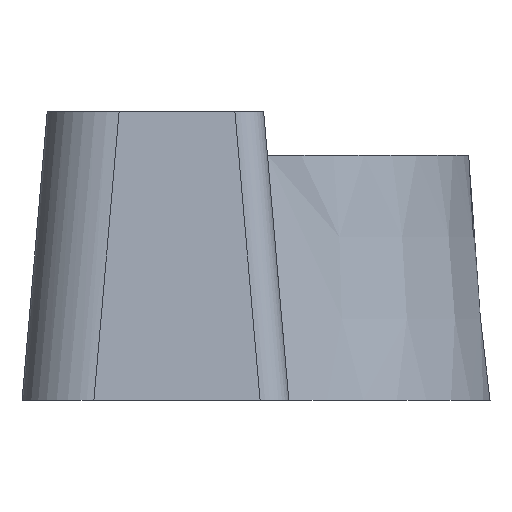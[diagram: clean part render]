
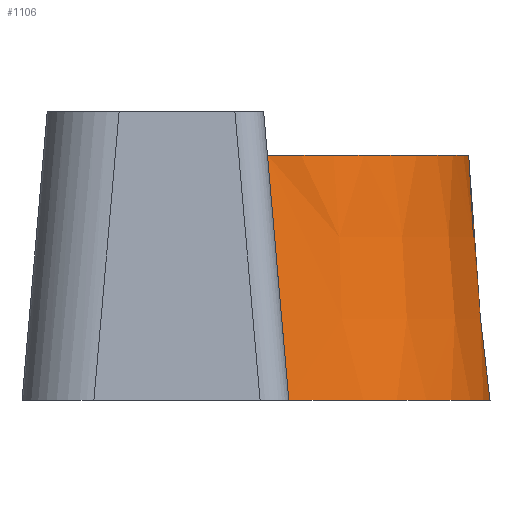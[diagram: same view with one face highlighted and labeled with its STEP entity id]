
A CAD part, front view. The second image highlights one B-rep face of the part: STEP entity #1106.
In plain terms, the highlighted conical face has half-angle 5 degrees and reference radius 14 mm.
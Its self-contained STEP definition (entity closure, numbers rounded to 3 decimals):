
#16=(
BOUNDED_CURVE()
B_SPLINE_CURVE(2,(#1861,#1862,#1863),.UNSPECIFIED.,.F.,.F.)
B_SPLINE_CURVE_WITH_KNOTS((3,3),(0.313,1.011),
 .UNSPECIFIED.)
CURVE()
GEOMETRIC_REPRESENTATION_ITEM()
RATIONAL_B_SPLINE_CURVE((1.,1.,1.))
REPRESENTATION_ITEM('')
);
#18=(
BOUNDED_CURVE()
B_SPLINE_CURVE(2,(#1869,#1870,#1871),.UNSPECIFIED.,.F.,.F.)
B_SPLINE_CURVE_WITH_KNOTS((3,3),(0.,0.698),.UNSPECIFIED.)
CURVE()
GEOMETRIC_REPRESENTATION_ITEM()
RATIONAL_B_SPLINE_CURVE((1.,1.,1.))
REPRESENTATION_ITEM('')
);
#19=(
BOUNDED_CURVE()
B_SPLINE_CURVE(2,(#1879,#1880,#1881),.UNSPECIFIED.,.F.,.F.)
B_SPLINE_CURVE_WITH_KNOTS((3,3),(-1.886,-0.19),
 .UNSPECIFIED.)
CURVE()
GEOMETRIC_REPRESENTATION_ITEM()
RATIONAL_B_SPLINE_CURVE((1.,1.,1.))
REPRESENTATION_ITEM('')
);
#24=(
BOUNDED_CURVE()
B_SPLINE_CURVE(2,(#1946,#1947,#1948),.UNSPECIFIED.,.F.,.F.)
B_SPLINE_CURVE_WITH_KNOTS((3,3),(-1.886,-0.19),
 .UNSPECIFIED.)
CURVE()
GEOMETRIC_REPRESENTATION_ITEM()
RATIONAL_B_SPLINE_CURVE((1.,1.,1.))
REPRESENTATION_ITEM('')
);
#163=FACE_OUTER_BOUND('',#232,.T.);
#232=EDGE_LOOP('',(#976,#977,#978,#979,#980,#981,#982,#983));
#430=CIRCLE('',#1167,14.875);
#438=CIRCLE('',#1226,14.262);
#440=CIRCLE('',#1228,14.262);
#452=CIRCLE('',#1259,15.75);
#464=VERTEX_POINT('',#1668);
#465=VERTEX_POINT('',#1669);
#518=VERTEX_POINT('',#1832);
#519=VERTEX_POINT('',#1834);
#522=VERTEX_POINT('',#1840);
#523=VERTEX_POINT('',#1842);
#532=VERTEX_POINT('',#1877);
#550=VERTEX_POINT('',#1944);
#574=EDGE_CURVE('',#464,#465,#430,.T.);
#654=EDGE_CURVE('',#519,#518,#438,.T.);
#658=EDGE_CURVE('',#523,#522,#440,.T.);
#667=EDGE_CURVE('',#522,#464,#16,.T.);
#669=EDGE_CURVE('',#465,#519,#18,.T.);
#673=EDGE_CURVE('',#518,#532,#19,.T.);
#700=EDGE_CURVE('',#532,#550,#452,.T.);
#701=EDGE_CURVE('',#523,#550,#24,.T.);
#976=ORIENTED_EDGE('',*,*,#658,.T.);
#977=ORIENTED_EDGE('',*,*,#667,.T.);
#978=ORIENTED_EDGE('',*,*,#574,.T.);
#979=ORIENTED_EDGE('',*,*,#669,.T.);
#980=ORIENTED_EDGE('',*,*,#654,.T.);
#981=ORIENTED_EDGE('',*,*,#673,.T.);
#982=ORIENTED_EDGE('',*,*,#700,.T.);
#983=ORIENTED_EDGE('',*,*,#701,.F.);
#1053=CONICAL_SURFACE('',#1258,14.,0.087);
#1106=ADVANCED_FACE('',(#163),#1053,.T.);
#1167=AXIS2_PLACEMENT_3D('',#1670,#1325,#1326);
#1226=AXIS2_PLACEMENT_3D('',#1835,#1495,#1496);
#1228=AXIS2_PLACEMENT_3D('',#1843,#1501,#1502);
#1258=AXIS2_PLACEMENT_3D('',#1943,#1578,#1579);
#1259=AXIS2_PLACEMENT_3D('',#1945,#1580,#1581);
#1325=DIRECTION('center_axis',(0.,0.,-1.));
#1326=DIRECTION('ref_axis',(1.,0.,0.));
#1495=DIRECTION('center_axis',(0.,0.,-1.));
#1496=DIRECTION('ref_axis',(1.,0.,0.));
#1501=DIRECTION('center_axis',(0.,0.,-1.));
#1502=DIRECTION('ref_axis',(1.,0.,0.));
#1578=DIRECTION('center_axis',(0.,0.,-1.));
#1579=DIRECTION('ref_axis',(1.,0.,0.));
#1580=DIRECTION('center_axis',(0.,0.,1.));
#1581=DIRECTION('ref_axis',(1.,0.,0.));
#1668=CARTESIAN_POINT('',(26.024,44.8,-10.));
#1669=CARTESIAN_POINT('',(29.715,36.974,-10.));
#1670=CARTESIAN_POINT('Origin',(14.997,34.818,-10.));
#1832=CARTESIAN_POINT('',(15.259,20.558,-3.));
#1834=CARTESIAN_POINT('',(29.205,36.057,-3.));
#1835=CARTESIAN_POINT('Origin',(14.997,34.818,-3.));
#1840=CARTESIAN_POINT('',(24.993,44.991,-3.));
#1842=CARTESIAN_POINT('',(15.259,49.078,-3.));
#1843=CARTESIAN_POINT('Origin',(14.997,34.818,-3.));
#1861=CARTESIAN_POINT('Ctrl Pts',(24.993,44.991,-3.));
#1862=CARTESIAN_POINT('Ctrl Pts',(25.505,44.904,-6.392));
#1863=CARTESIAN_POINT('Ctrl Pts',(26.024,44.8,-10.));
#1869=CARTESIAN_POINT('Ctrl Pts',(29.715,36.974,-10.));
#1870=CARTESIAN_POINT('Ctrl Pts',(29.464,36.507,-6.392));
#1871=CARTESIAN_POINT('Ctrl Pts',(29.205,36.057,-3.));
#1877=CARTESIAN_POINT('',(16.747,19.165,-20.));
#1879=CARTESIAN_POINT('Ctrl Pts',(15.259,20.558,-3.));
#1880=CARTESIAN_POINT('Ctrl Pts',(15.968,19.862,-11.104));
#1881=CARTESIAN_POINT('Ctrl Pts',(16.747,19.165,-20.));
#1943=CARTESIAN_POINT('Origin',(14.997,34.818,0.));
#1944=CARTESIAN_POINT('',(16.747,50.47,-20.));
#1945=CARTESIAN_POINT('Origin',(14.997,34.818,-20.));
#1946=CARTESIAN_POINT('Ctrl Pts',(15.259,49.078,-3.));
#1947=CARTESIAN_POINT('Ctrl Pts',(15.968,49.774,-11.104));
#1948=CARTESIAN_POINT('Ctrl Pts',(16.747,50.47,-20.));
